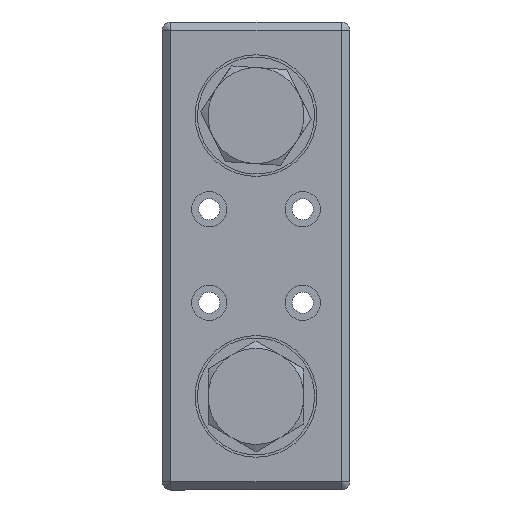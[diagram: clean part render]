
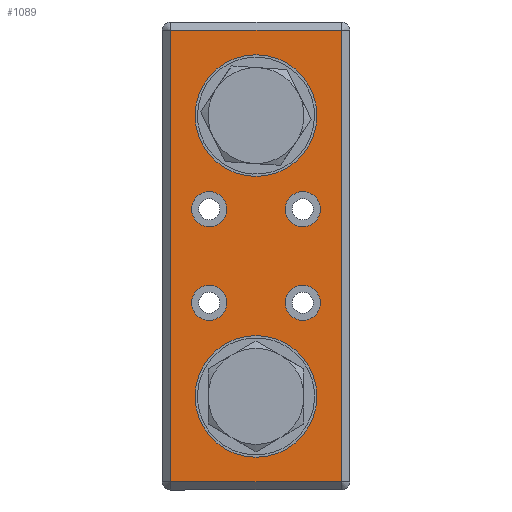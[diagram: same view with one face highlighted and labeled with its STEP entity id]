
A CAD part, front view. The second image highlights one B-rep face of the part: STEP entity #1089.
In plain terms, the highlighted face is planar.
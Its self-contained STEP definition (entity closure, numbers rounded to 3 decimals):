
#60=LINE('',#1730,#114);
#66=LINE('',#1746,#120);
#70=LINE('',#1753,#124);
#74=LINE('',#1764,#128);
#114=VECTOR('',#1377,193.);
#120=VECTOR('',#1393,73.);
#124=VECTOR('',#1399,73.);
#128=VECTOR('',#1413,193.);
#206=PLANE('',#1195);
#243=FACE_BOUND('',#400,.T.);
#244=FACE_BOUND('',#401,.T.);
#245=FACE_BOUND('',#402,.T.);
#246=FACE_BOUND('',#403,.T.);
#247=FACE_BOUND('',#404,.T.);
#248=FACE_BOUND('',#405,.T.);
#308=FACE_OUTER_BOUND('',#399,.T.);
#399=EDGE_LOOP('',(#864,#865,#866,#867));
#400=EDGE_LOOP('',(#868));
#401=EDGE_LOOP('',(#869));
#402=EDGE_LOOP('',(#870));
#403=EDGE_LOOP('',(#871));
#404=EDGE_LOOP('',(#872));
#405=EDGE_LOOP('',(#873));
#507=CIRCLE('',#1196,26.);
#508=CIRCLE('',#1197,26.);
#509=CIRCLE('',#1198,7.5);
#510=CIRCLE('',#1199,7.5);
#511=CIRCLE('',#1200,7.5);
#512=CIRCLE('',#1201,7.5);
#571=VERTEX_POINT('',#1727);
#572=VERTEX_POINT('',#1729);
#577=VERTEX_POINT('',#1744);
#578=VERTEX_POINT('',#1749);
#587=VERTEX_POINT('',#1784);
#588=VERTEX_POINT('',#1786);
#589=VERTEX_POINT('',#1788);
#590=VERTEX_POINT('',#1790);
#591=VERTEX_POINT('',#1792);
#592=VERTEX_POINT('',#1794);
#668=EDGE_CURVE('',#571,#572,#60,.T.);
#676=EDGE_CURVE('',#577,#571,#66,.T.);
#680=EDGE_CURVE('',#572,#578,#70,.T.);
#686=EDGE_CURVE('',#578,#577,#74,.T.);
#696=EDGE_CURVE('',#587,#587,#507,.T.);
#697=EDGE_CURVE('',#588,#588,#508,.T.);
#698=EDGE_CURVE('',#589,#589,#509,.T.);
#699=EDGE_CURVE('',#590,#590,#510,.T.);
#700=EDGE_CURVE('',#591,#591,#511,.T.);
#701=EDGE_CURVE('',#592,#592,#512,.T.);
#864=ORIENTED_EDGE('',*,*,#668,.F.);
#865=ORIENTED_EDGE('',*,*,#676,.F.);
#866=ORIENTED_EDGE('',*,*,#686,.F.);
#867=ORIENTED_EDGE('',*,*,#680,.F.);
#868=ORIENTED_EDGE('',*,*,#696,.T.);
#869=ORIENTED_EDGE('',*,*,#697,.T.);
#870=ORIENTED_EDGE('',*,*,#698,.T.);
#871=ORIENTED_EDGE('',*,*,#699,.T.);
#872=ORIENTED_EDGE('',*,*,#700,.T.);
#873=ORIENTED_EDGE('',*,*,#701,.T.);
#1089=ADVANCED_FACE('',(#308,#243,#244,#245,#246,#247,#248),#206,.T.);
#1195=AXIS2_PLACEMENT_3D('',#1783,#1433,#1434);
#1196=AXIS2_PLACEMENT_3D('',#1785,#1435,#1436);
#1197=AXIS2_PLACEMENT_3D('',#1787,#1437,#1438);
#1198=AXIS2_PLACEMENT_3D('',#1789,#1439,#1440);
#1199=AXIS2_PLACEMENT_3D('',#1791,#1441,#1442);
#1200=AXIS2_PLACEMENT_3D('',#1793,#1443,#1444);
#1201=AXIS2_PLACEMENT_3D('',#1795,#1445,#1446);
#1377=DIRECTION('',(-1.,0.,0.));
#1393=DIRECTION('',(0.,-1.,0.));
#1399=DIRECTION('',(0.,1.,0.));
#1413=DIRECTION('',(1.,0.,0.));
#1433=DIRECTION('center_axis',(0.,0.,1.));
#1434=DIRECTION('ref_axis',(1.,0.,0.));
#1435=DIRECTION('center_axis',(0.,0.,-1.));
#1436=DIRECTION('ref_axis',(1.,0.,0.));
#1437=DIRECTION('center_axis',(0.,0.,-1.));
#1438=DIRECTION('ref_axis',(1.,0.,0.));
#1439=DIRECTION('center_axis',(0.,0.,-1.));
#1440=DIRECTION('ref_axis',(1.,0.,0.));
#1441=DIRECTION('center_axis',(0.,0.,-1.));
#1442=DIRECTION('ref_axis',(1.,0.,0.));
#1443=DIRECTION('center_axis',(0.,0.,-1.));
#1444=DIRECTION('ref_axis',(1.,0.,0.));
#1445=DIRECTION('center_axis',(0.,0.,-1.));
#1446=DIRECTION('ref_axis',(1.,0.,0.));
#1727=CARTESIAN_POINT('',(96.5,-36.5,7.5));
#1729=CARTESIAN_POINT('',(-96.5,-36.5,7.5));
#1730=CARTESIAN_POINT('',(50.,-36.5,7.5));
#1744=CARTESIAN_POINT('',(96.5,36.5,7.5));
#1746=CARTESIAN_POINT('',(96.5,20.,7.5));
#1749=CARTESIAN_POINT('',(-96.5,36.5,7.5));
#1753=CARTESIAN_POINT('',(-96.5,-20.,7.5));
#1764=CARTESIAN_POINT('',(-50.,36.5,7.5));
#1783=CARTESIAN_POINT('Origin',(0.,0.,
7.5));
#1784=CARTESIAN_POINT('',(86.,0.,7.5));
#1785=CARTESIAN_POINT('Origin',(60.,0.,7.5));
#1786=CARTESIAN_POINT('',(-34.,0.,7.5));
#1787=CARTESIAN_POINT('Origin',(-60.,0.,7.5));
#1788=CARTESIAN_POINT('',(27.5,-20.,7.5));
#1789=CARTESIAN_POINT('Origin',(20.,-20.,7.5));
#1790=CARTESIAN_POINT('',(-12.5,20.,7.5));
#1791=CARTESIAN_POINT('Origin',(-20.,20.,7.5));
#1792=CARTESIAN_POINT('',(-12.5,-20.,7.5));
#1793=CARTESIAN_POINT('Origin',(-20.,-20.,7.5));
#1794=CARTESIAN_POINT('',(27.5,20.,7.5));
#1795=CARTESIAN_POINT('Origin',(20.,20.,7.5));
